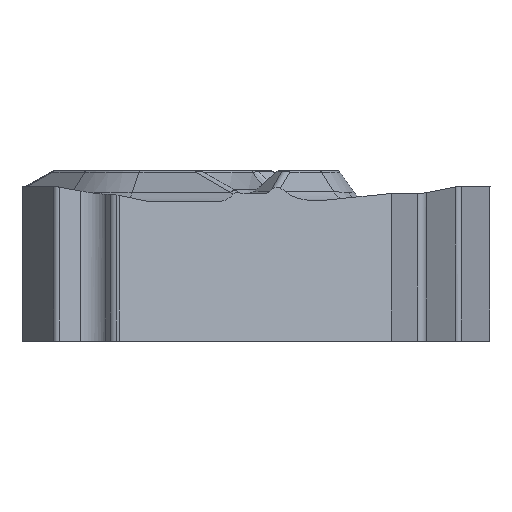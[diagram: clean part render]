
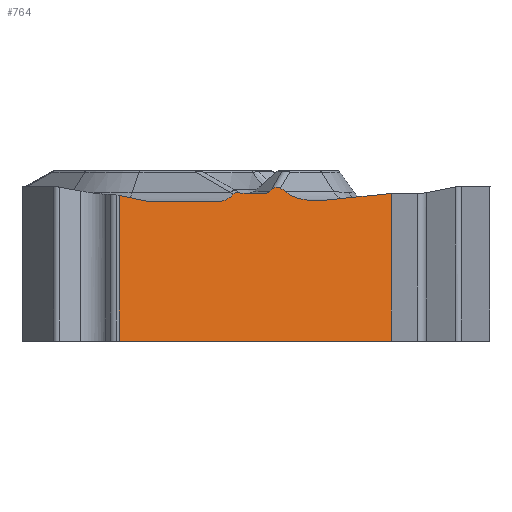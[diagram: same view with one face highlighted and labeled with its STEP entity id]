
A CAD part, front view. The second image highlights one B-rep face of the part: STEP entity #764.
In plain terms, the highlighted planar face has unit normal (0.5, -0.866, 0).
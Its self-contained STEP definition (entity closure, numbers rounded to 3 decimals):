
#144=PLANE('',#2745);
#223=FACE_OUTER_BOUND('',#947,.T.);
#352=ELLIPSE('',#2739,1.5,0.75);
#353=ELLIPSE('',#2740,0.304,0.205);
#354=ELLIPSE('',#2741,0.309,0.3);
#355=ELLIPSE('',#2742,0.309,0.3);
#356=ELLIPSE('',#2743,0.884,0.75);
#431=LINE('',#4385,#596);
#444=LINE('',#4730,#609);
#445=LINE('',#4733,#610);
#446=LINE('',#4735,#611);
#447=LINE('',#4737,#612);
#448=LINE('',#4741,#613);
#449=LINE('',#4745,#614);
#450=LINE('',#4766,#615);
#451=LINE('',#4770,#616);
#596=VECTOR('',#3089,1.);
#609=VECTOR('',#3192,1.);
#610=VECTOR('',#3193,1.);
#611=VECTOR('',#3194,1.);
#612=VECTOR('',#3195,1.);
#613=VECTOR('',#3198,1.);
#614=VECTOR('',#3201,1.);
#615=VECTOR('',#3208,1.);
#616=VECTOR('',#3211,1.);
#764=ADVANCED_FACE('',(#223),#144,.F.);
#947=EDGE_LOOP('',(#1314,#1315,#1316,#1317,#1318,#1319,#1320,#1321,#1322,
#1323,#1324,#1325,#1326,#1327,#1328,#1329));
#1314=ORIENTED_EDGE('',*,*,#2212,.T.);
#1315=ORIENTED_EDGE('',*,*,#2213,.T.);
#1316=ORIENTED_EDGE('',*,*,#2214,.T.);
#1317=ORIENTED_EDGE('',*,*,#2215,.T.);
#1318=ORIENTED_EDGE('',*,*,#2216,.T.);
#1319=ORIENTED_EDGE('',*,*,#2217,.F.);
#1320=ORIENTED_EDGE('',*,*,#2218,.F.);
#1321=ORIENTED_EDGE('',*,*,#2219,.T.);
#1322=ORIENTED_EDGE('',*,*,#2220,.T.);
#1323=ORIENTED_EDGE('',*,*,#2158,.T.);
#1324=ORIENTED_EDGE('',*,*,#2221,.T.);
#1325=ORIENTED_EDGE('',*,*,#2222,.F.);
#1326=ORIENTED_EDGE('',*,*,#2223,.T.);
#1327=ORIENTED_EDGE('',*,*,#2224,.T.);
#1328=ORIENTED_EDGE('',*,*,#2225,.T.);
#1329=ORIENTED_EDGE('',*,*,#2226,.T.);
#1902=VERTEX_POINT('',#4384);
#1903=VERTEX_POINT('',#4386);
#1929=VERTEX_POINT('',#4731);
#1930=VERTEX_POINT('',#4732);
#1931=VERTEX_POINT('',#4734);
#1932=VERTEX_POINT('',#4736);
#1933=VERTEX_POINT('',#4738);
#1934=VERTEX_POINT('',#4740);
#1935=VERTEX_POINT('',#4742);
#1936=VERTEX_POINT('',#4744);
#1937=VERTEX_POINT('',#4746);
#1938=VERTEX_POINT('',#4749);
#1939=VERTEX_POINT('',#4763);
#1940=VERTEX_POINT('',#4765);
#1941=VERTEX_POINT('',#4767);
#1942=VERTEX_POINT('',#4769);
#2158=EDGE_CURVE('',#1903,#1902,#431,.T.);
#2212=EDGE_CURVE('',#1929,#1930,#444,.T.);
#2213=EDGE_CURVE('',#1930,#1931,#445,.T.);
#2214=EDGE_CURVE('',#1931,#1932,#446,.T.);
#2215=EDGE_CURVE('',#1932,#1933,#447,.T.);
#2216=EDGE_CURVE('',#1933,#1934,#352,.T.);
#2217=EDGE_CURVE('',#1935,#1934,#448,.T.);
#2218=EDGE_CURVE('',#1936,#1935,#353,.T.);
#2219=EDGE_CURVE('',#1936,#1937,#449,.T.);
#2220=EDGE_CURVE('',#1937,#1903,#354,.T.);
#2221=EDGE_CURVE('',#1902,#1938,#355,.T.);
#2222=EDGE_CURVE('',#1939,#1938,#2586,.T.);
#2223=EDGE_CURVE('',#1939,#1940,#356,.T.);
#2224=EDGE_CURVE('',#1940,#1941,#450,.T.);
#2225=EDGE_CURVE('',#1941,#1942,#2483,.T.);
#2226=EDGE_CURVE('',#1942,#1929,#451,.T.);
#2483=CIRCLE('',#2744,0.75);
#2586=B_SPLINE_CURVE_WITH_KNOTS('',3,(#4750,#4751,#4752,#4753,#4754,#4755,
#4756,#4757,#4758,#4759,#4760,#4761,#4762),.UNSPECIFIED.,.F.,.F.,(4,3,3,
3,4),(0.,0.251,0.501,0.761,1.),
 .UNSPECIFIED.);
#2739=AXIS2_PLACEMENT_3D('',#4739,#3196,#3197);
#2740=AXIS2_PLACEMENT_3D('',#4743,#3199,#3200);
#2741=AXIS2_PLACEMENT_3D('',#4747,#3202,#3203);
#2742=AXIS2_PLACEMENT_3D('',#4748,#3204,#3205);
#2743=AXIS2_PLACEMENT_3D('',#4764,#3206,#3207);
#2744=AXIS2_PLACEMENT_3D('',#4768,#3209,#3210);
#2745=AXIS2_PLACEMENT_3D('',#4771,#3212,#3213);
#3089=DIRECTION('',(-0.866,-0.5,0.));
#3192=DIRECTION('',(0.,0.,-1.));
#3193=DIRECTION('',(0.866,0.5,0.));
#3194=DIRECTION('',(0.,0.,1.));
#3195=DIRECTION('',(-0.863,-0.498,-0.088));
#3196=DIRECTION('',(-0.5,0.866,0.));
#3197=DIRECTION('',(-0.866,-0.5,0.));
#3198=DIRECTION('',(0.705,0.407,-0.581));
#3199=DIRECTION('',(-0.5,0.866,0.));
#3200=DIRECTION('',(0.743,0.429,0.514));
#3201=DIRECTION('',(-0.672,-0.388,-0.631));
#3202=DIRECTION('',(-0.5,0.866,0.));
#3203=DIRECTION('',(0.866,0.5,0.));
#3204=DIRECTION('',(-0.5,0.866,0.));
#3205=DIRECTION('',(0.866,0.5,0.));
#3206=DIRECTION('',(-0.5,0.866,0.));
#3207=DIRECTION('',(0.866,0.5,0.));
#3208=DIRECTION('',(-0.866,-0.5,0.));
#3209=DIRECTION('',(-0.5,0.866,0.));
#3210=DIRECTION('',(-0.866,-0.5,0.));
#3211=DIRECTION('',(-0.853,-0.492,0.174));
#3212=DIRECTION('',(-0.5,0.866,0.));
#3213=DIRECTION('',(-0.866,-0.5,0.));
#4384=CARTESIAN_POINT('',(1.413,-6.516,-0.31));
#4385=CARTESIAN_POINT('',(-4.359,-9.849,-0.31));
#4386=CARTESIAN_POINT('',(2.194,-6.065,-0.31));
#4730=CARTESIAN_POINT('',(-2.987,-9.057,25.));
#4731=CARTESIAN_POINT('',(-2.987,-9.057,-0.385));
#4732=CARTESIAN_POINT('',(-2.987,-9.057,-5.56));
#4733=CARTESIAN_POINT('',(3.175,-5.499,-5.56));
#4734=CARTESIAN_POINT('',(6.681,-3.475,-5.56));
#4735=CARTESIAN_POINT('',(6.681,-3.475,25.));
#4736=CARTESIAN_POINT('',(6.681,-3.475,-0.313));
#4737=CARTESIAN_POINT('',(5.12,-4.376,-0.472));
#4738=CARTESIAN_POINT('',(4.211,-4.901,-0.565));
#4739=CARTESIAN_POINT('',(3.985,-5.032,0.174));
#4740=CARTESIAN_POINT('',(2.921,-5.646,-0.256));
#4741=CARTESIAN_POINT('',(-12.245,-14.402,12.249));
#4742=CARTESIAN_POINT('',(2.757,-5.741,-0.121));
#4743=CARTESIAN_POINT('',(2.565,-5.851,-0.32));
#4744=CARTESIAN_POINT('',(2.429,-5.93,-0.181));
#4745=CARTESIAN_POINT('',(9.024,-2.122,6.019));
#4746=CARTESIAN_POINT('',(2.366,-5.966,-0.24));
#4747=CARTESIAN_POINT('',(2.194,-6.065,-0.01));
#4748=CARTESIAN_POINT('',(1.413,-6.516,-0.01));
#4749=CARTESIAN_POINT('',(1.303,-6.58,-0.283));
#4750=CARTESIAN_POINT('',(1.096,-6.7,-0.323));
#4751=CARTESIAN_POINT('',(1.108,-6.692,-0.307));
#4752=CARTESIAN_POINT('',(1.124,-6.684,-0.294));
#4753=CARTESIAN_POINT('',(1.14,-6.674,-0.285));
#4754=CARTESIAN_POINT('',(1.157,-6.664,-0.275));
#4755=CARTESIAN_POINT('',(1.175,-6.654,-0.268));
#4756=CARTESIAN_POINT('',(1.194,-6.643,-0.265));
#4757=CARTESIAN_POINT('',(1.213,-6.632,-0.262));
#4758=CARTESIAN_POINT('',(1.233,-6.621,-0.262));
#4759=CARTESIAN_POINT('',(1.252,-6.61,-0.266));
#4760=CARTESIAN_POINT('',(1.269,-6.599,-0.269));
#4761=CARTESIAN_POINT('',(1.287,-6.589,-0.275));
#4762=CARTESIAN_POINT('',(1.303,-6.58,-0.283));
#4763=CARTESIAN_POINT('',(1.096,-6.7,-0.323));
#4764=CARTESIAN_POINT('',(0.499,-7.044,0.147));
#4765=CARTESIAN_POINT('',(0.499,-7.044,-0.603));
#4766=CARTESIAN_POINT('',(-4.359,-9.849,-0.603));
#4767=CARTESIAN_POINT('',(-1.86,-8.406,-0.603));
#4768=CARTESIAN_POINT('',(-1.86,-8.406,0.147));
#4769=CARTESIAN_POINT('',(-1.973,-8.471,-0.592));
#4770=CARTESIAN_POINT('',(-8.078,-11.996,0.651));
#4771=CARTESIAN_POINT('',(3.175,-5.499,25.));
